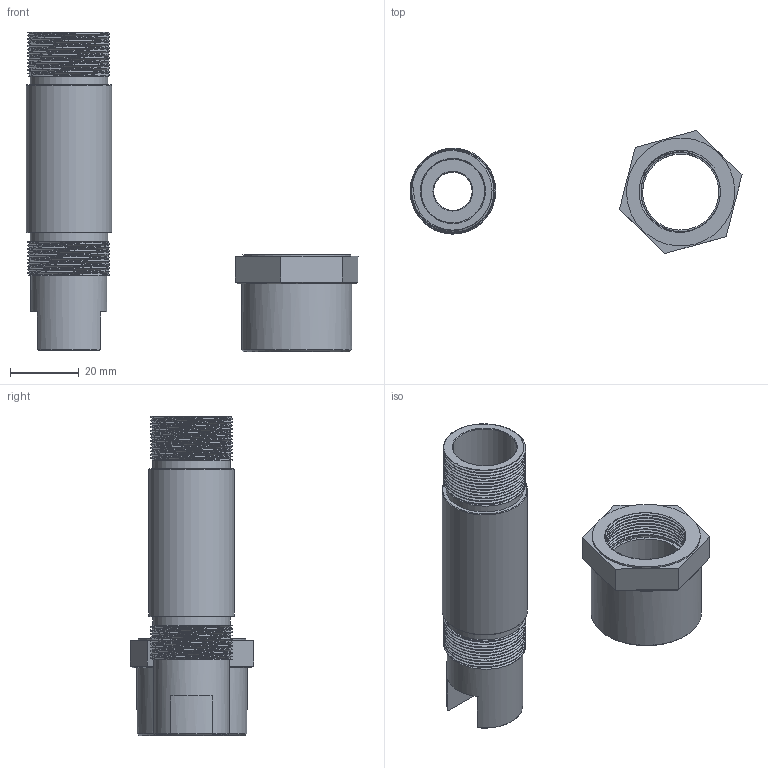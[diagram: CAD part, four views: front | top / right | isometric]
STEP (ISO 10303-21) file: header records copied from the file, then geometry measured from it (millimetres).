
FILE_DESCRIPTION(/* description */ (''),/* implementation_level */ '2;1');
FILE_NAME(/* name */ 'Canon et crou variateur.step',/* time_stamp */ '2024-03-29T19:04:12+01:00',/* author */ (''),/* organization */ (''),/* preprocessor_version */ 'ST-DEVELOPER v20',/* originating_system */ 'Autodesk Translation Framework v12.20.1.177',/* authorisation */ '');
FILE_SCHEMA (('AUTOMOTIVE_DESIGN { 1 0 10303 214 3 1 1 }'));
Length unit declared in the file: millimetre
Products named in the file (1): Repère disque
Bounding box: 96.41 x 35.79 x 92.76 mm (x, y, z)
Volume: 38039.2 mm3; surface area: 18638.5 mm2
Topology: 2 solids, 2 shells, 135 faces, 344 edges, 221 vertices
Faces by surface type: cylinder 78, plane 40, cone 9, bspline 8
Full cylindrical faces by diameter (mm): 11.2 x1, 18.5 x1, 22 x1, 22.1 x1, 22.5 x2, 22.738 x21, 23.035 x7, 23.884 x21, 24.157 x8, 24.9 x1, 31.4 x1, 32 x1
Entity records: 11914 total; most frequent: CARTESIAN_POINT 8899, ORIENTED_EDGE 688, DIRECTION 501, EDGE_CURVE 344, VERTEX_POINT 221, AXIS2_PLACEMENT_3D 184, B_SPLINE_CURVE_WITH_KNOTS 151, EDGE_LOOP 147
